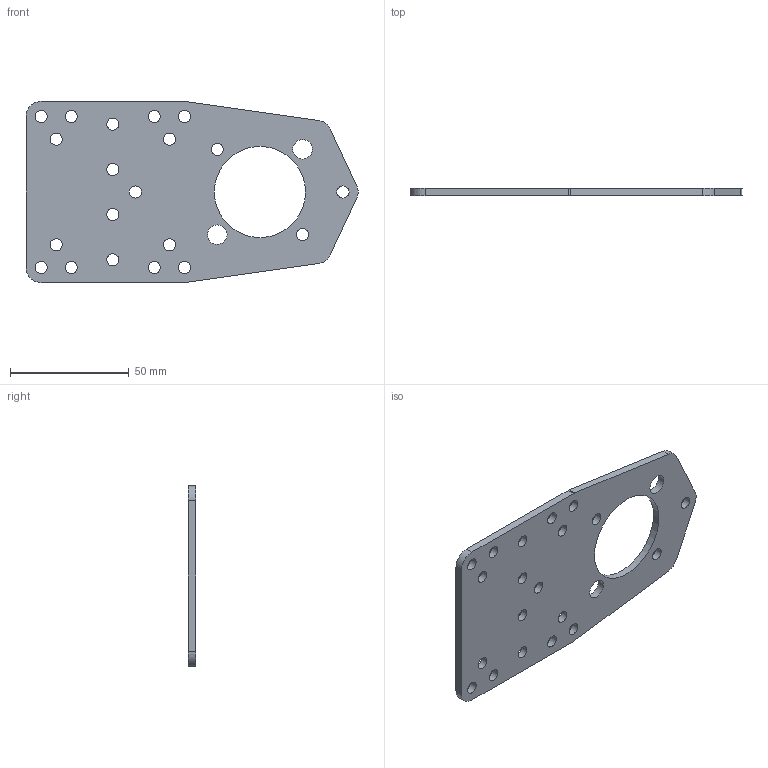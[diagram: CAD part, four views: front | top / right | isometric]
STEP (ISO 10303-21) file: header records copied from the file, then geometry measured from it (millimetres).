
FILE_DESCRIPTION (( 'STEP AP214' ), '1' );
FILE_NAME ('am-4646 Climber In A Box Winch Plate.STEP', '2021-10-07T18:04:34', ( '' ), ( '' ), 'SwSTEP 2.0', 'SolidWorks 2021', '' );
FILE_SCHEMA (( 'AUTOMOTIVE_DESIGN' ));
Length unit declared in the file: inch
Products named in the file (1): am-4646 Climber In A Box Winch Plate
Bounding box: 139.68 x 3.17 x 76.2 mm (x, y, z)
Volume: 24933.9 mm3; surface area: 18506.7 mm2
Topology: 1 solids, 1 shells, 39 faces, 111 edges, 74 vertices
Faces by surface type: cylinder 30, plane 9
Full cylindrical faces by diameter (mm): 5.105 x20, 8.255 x2, 38.354 x1
Entity records: 1322 total; most frequent: DIRECTION 228, CARTESIAN_POINT 202, ORIENTED_EDGE 176, EDGE_LOOP 108, AXIS2_PLACEMENT_3D 100, EDGE_CURVE 88, VERTEX_POINT 74, FACE_OUTER_BOUND 62
